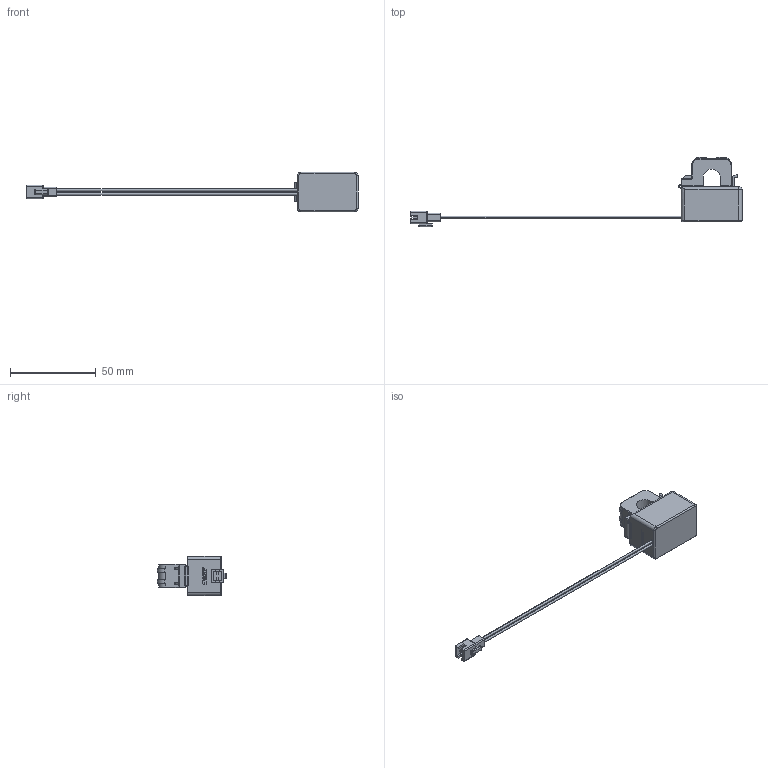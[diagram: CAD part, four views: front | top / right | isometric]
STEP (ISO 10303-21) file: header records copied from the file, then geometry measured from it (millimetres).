
FILE_DESCRIPTION (( 'STEP AP214' ), '1' );
FILE_NAME ('CCT-0810(AP214).STEP', '2021-10-04T08:54:30', ( '' ), ( '' ), 'SwSTEP 2.0', 'SolidWorks 2021', '' );
FILE_SCHEMA (( 'AUTOMOTIVE_DESIGN' ));
Length unit declared in the file: millimetre
Products named in the file (1): CCT-0810(AP214)
Bounding box: 193.3 x 40.2 x 22.9 mm (x, y, z)
Volume: 21644.8 mm3; surface area: 7971.6 mm2
Topology: 1 solids, 1 shells, 279 faces, 752 edges, 474 vertices
Faces by surface type: plane 186, cylinder 71, torus 12, sphere 10
Entity records: 9386 total; most frequent: CARTESIAN_POINT 1528, ORIENTED_EDGE 1484, DIRECTION 1456, EDGE_CURVE 742, LINE 584, VECTOR 584, VERTEX_POINT 474, AXIS2_PLACEMENT_3D 436
